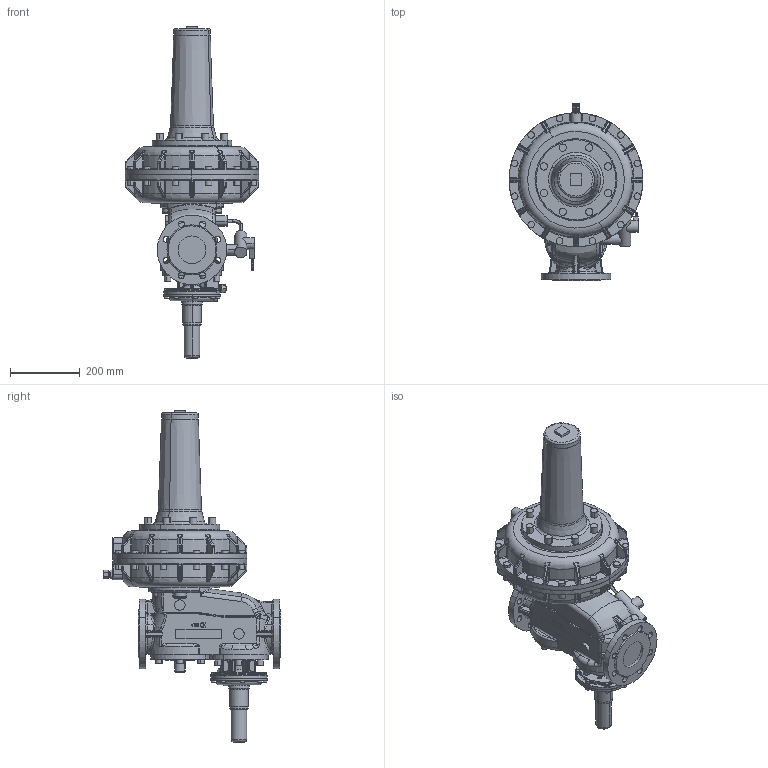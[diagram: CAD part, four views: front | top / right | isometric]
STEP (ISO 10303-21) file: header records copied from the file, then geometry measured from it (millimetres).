
FILE_DESCRIPTION(('CATIA V5 STEP'),'2;1');
FILE_NAME('RS 251 DN 080-385.stp','2011-01-17T09:12:23+00:00',('none'),('none'),'CATIA Version 5 Release 19 SP 8 (IN-10)','CATIA V5 STEP AP214','none');
FILE_SCHEMA(('AUTOMOTIVE_DESIGN { 1 0 10303 214 1 1 1 1 }'));
Products named in the file (1): RS 251 DN 080-385
Bounding box: 385 x 510.3 x 955 mm (x, y, z)
Volume: 30783052.7 mm3; surface area: 1091356.9 mm2
Topology: 1 solids, 20 shells, 2473 faces, 5996 edges, 3478 vertices
Faces by surface type: cylinder 901, torus 547, bspline 429, plane 401, cone 102, sphere 92, revolution 1
Entity records: 110401 total; most frequent: CARTESIAN_POINT 61008, ORIENTED_EDGE 11666, DIRECTION 7215, EDGE_CURVE 5833, AXIS2_PLACEMENT_3D 4116, VERTEX_POINT 3478, EDGE_LOOP 2591, ADVANCED_FACE 2473
